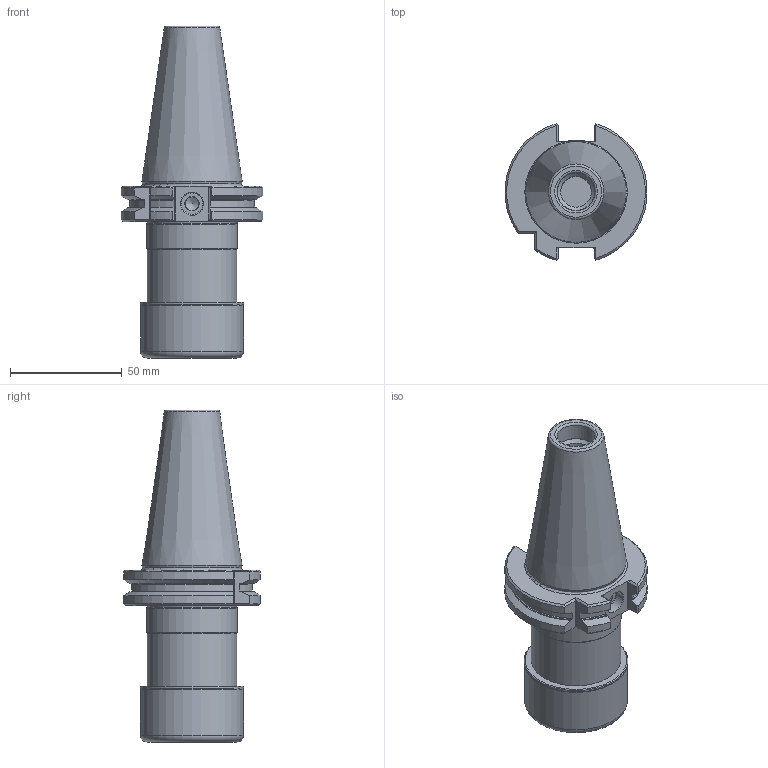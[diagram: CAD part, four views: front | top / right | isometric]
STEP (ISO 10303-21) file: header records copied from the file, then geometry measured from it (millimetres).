
FILE_DESCRIPTION(/* description */ (''),/* implementation_level */ '2;1');
FILE_NAME(/* name */ '524072540.stp',/* time_stamp */ '2021-01-12T12:31:05',/* author */ ('LRA'),/* organization */ ('REGO-FIX'),/* preprocessor_version */ ' Unknown',/* originating_system */ 'SIEMENS PLM Software Solid Edge ST10',/* authorization */ 'Unknown');
FILE_SCHEMA (('AUTOMOTIVE_DESIGN { 1 0 10303 214 2 1 1}'));
Length unit declared in the file: millimetre
Products named in the file (1): NOCUT
Bounding box: 63.35 x 61.01 x 148.25 mm (x, y, z)
Volume: 176935.8 mm3; surface area: 46216.2 mm2
Topology: 3 solids, 3 shells, 155 faces, 369 edges, 229 vertices
Faces by surface type: plane 50, cylinder 43, cone 36, torus 26
Full cylindrical faces by diameter (mm): 6 x1, 10 x1, 13.835 x2, 17 x1, 23.8 x1, 24.7 x1, 25 x1, 28 x1, 30 x1, 33 x1, 34 x1, 38.376 x1, 40 x2, 40.05 x1, 40.5 x2, 42 x1, 46 x1, 46.4 x1
Entity records: 5074 total; most frequent: CARTESIAN_POINT 832, DIRECTION 691, ORIENTED_EDGE 582, AXIS2_PLACEMENT_3D 294, EDGE_CURVE 291, FACE_BOUND 234, EDGE_LOOP 233, VERTEX_POINT 217
